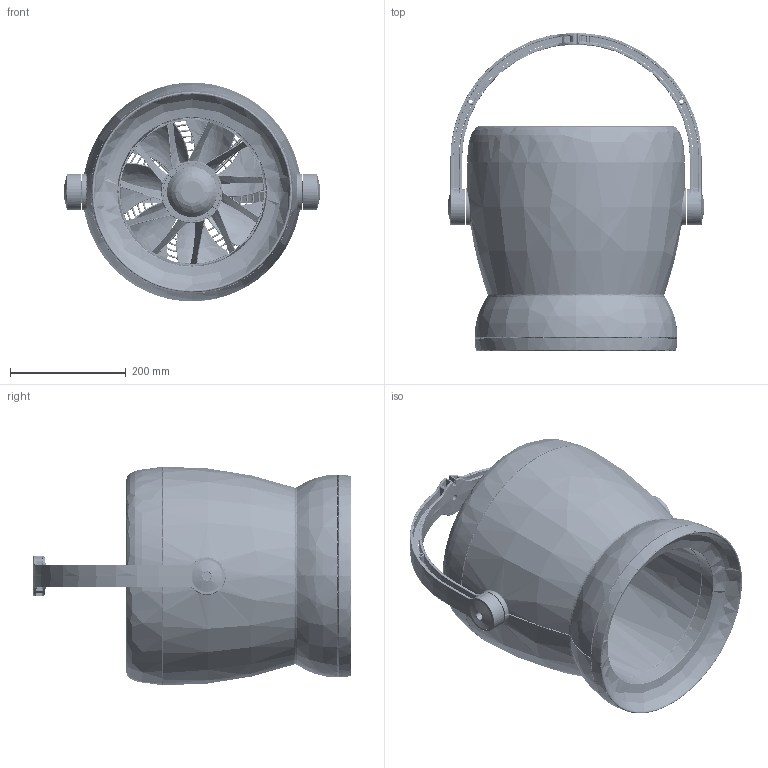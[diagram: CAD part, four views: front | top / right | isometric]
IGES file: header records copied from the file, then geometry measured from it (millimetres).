
Start section: SolidWorks IGES file using analytic representation for surfaces
Global section: file name: H25.IGS; native system: SolidWorks 2016; preprocessor: SolidWorks 2016; author: AdminPC; date: 170413.113501; units: inch
Bounding box: 444.25 x 550.46 x 378.42 mm (x, y, z)
Surface area: 2587437.2 mm2 (no closed solid volume)
Topology: 0 solids, 0 shells, 3872 faces, 51372 edges, 51266 vertices
Faces by surface type: bspline 2790, revolution 1082
